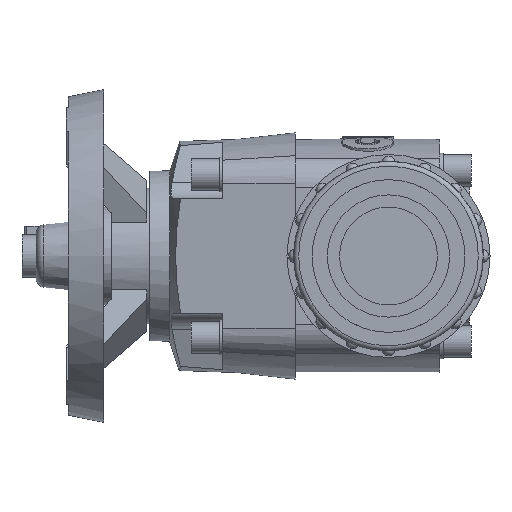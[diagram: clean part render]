
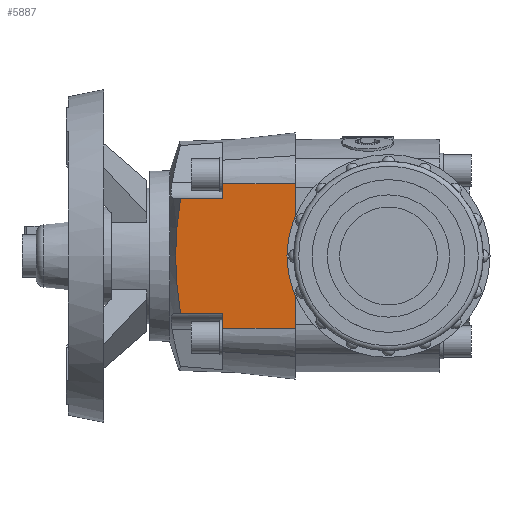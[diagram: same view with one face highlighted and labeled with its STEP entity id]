
A CAD part, left-side view. The second image highlights one B-rep face of the part: STEP entity #5887.
In plain terms, the highlighted planar face has unit normal (-0.998, 0.07, 0).
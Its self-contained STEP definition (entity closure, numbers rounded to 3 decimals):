
#93=(
BOUNDED_CURVE()
B_SPLINE_CURVE(2,(#9483,#9484,#9485),.UNSPECIFIED.,.F.,.F.)
B_SPLINE_CURVE_WITH_KNOTS((3,3),(-26.264,-19.807),
 .UNSPECIFIED.)
CURVE()
GEOMETRIC_REPRESENTATION_ITEM()
RATIONAL_B_SPLINE_CURVE((2.658,2.856,2.856))
REPRESENTATION_ITEM('')
);
#103=(
BOUNDED_CURVE()
B_SPLINE_CURVE(2,(#9596,#9597,#9598),.UNSPECIFIED.,.F.,.F.)
B_SPLINE_CURVE_WITH_KNOTS((3,3),(-19.807,-13.35),
 .UNSPECIFIED.)
CURVE()
GEOMETRIC_REPRESENTATION_ITEM()
RATIONAL_B_SPLINE_CURVE((2.856,2.856,2.658))
REPRESENTATION_ITEM('')
);
#259=PLANE('',#6609);
#571=LINE('',#11471,#922);
#585=LINE('',#11549,#936);
#590=LINE('',#11565,#941);
#591=LINE('',#11572,#942);
#596=LINE('',#11590,#947);
#598=LINE('',#11593,#949);
#606=LINE('',#11619,#957);
#922=VECTOR('',#8144,1.);
#936=VECTOR('',#8238,1.);
#941=VECTOR('',#8251,1.);
#942=VECTOR('',#8258,1.);
#947=VECTOR('',#8275,1.);
#949=VECTOR('',#8279,1.);
#957=VECTOR('',#8309,1.);
#1305=FACE_OUTER_BOUND('',#1676,.T.);
#1676=EDGE_LOOP('',(#5070,#5071,#5072,#5073,#5074,#5075,#5076,#5077,#5078));
#2287=VERTEX_POINT('',#9481);
#2288=VERTEX_POINT('',#9482);
#2303=VERTEX_POINT('',#9592);
#2688=VERTEX_POINT('',#11468);
#2689=VERTEX_POINT('',#11470);
#2710=VERTEX_POINT('',#11548);
#2714=VERTEX_POINT('',#11564);
#2716=VERTEX_POINT('',#11570);
#2717=VERTEX_POINT('',#11571);
#2873=EDGE_CURVE('',#2287,#2288,#93,.T.);
#2889=EDGE_CURVE('',#2288,#2303,#103,.T.);
#3487=EDGE_CURVE('',#2689,#2688,#571,.T.);
#3515=EDGE_CURVE('',#2710,#2287,#585,.T.);
#3522=EDGE_CURVE('',#2714,#2710,#590,.T.);
#3525=EDGE_CURVE('',#2716,#2717,#591,.T.);
#3534=EDGE_CURVE('',#2303,#2716,#596,.T.);
#3536=EDGE_CURVE('',#2689,#2717,#598,.T.);
#3548=EDGE_CURVE('',#2688,#2714,#606,.T.);
#5070=ORIENTED_EDGE('',*,*,#3515,.T.);
#5071=ORIENTED_EDGE('',*,*,#2873,.T.);
#5072=ORIENTED_EDGE('',*,*,#2889,.T.);
#5073=ORIENTED_EDGE('',*,*,#3534,.T.);
#5074=ORIENTED_EDGE('',*,*,#3525,.T.);
#5075=ORIENTED_EDGE('',*,*,#3536,.F.);
#5076=ORIENTED_EDGE('',*,*,#3487,.T.);
#5077=ORIENTED_EDGE('',*,*,#3548,.T.);
#5078=ORIENTED_EDGE('',*,*,#3522,.T.);
#5887=ADVANCED_FACE('',(#1305),#259,.T.);
#6609=AXIS2_PLACEMENT_3D('',#11620,#8310,#8311);
#8144=DIRECTION('',(0.,0.,1.));
#8238=DIRECTION('',(0.07,0.998,0.));
#8251=DIRECTION('',(0.,0.,-1.));
#8258=DIRECTION('',(0.,0.,-1.));
#8275=DIRECTION('',(-0.07,-0.998,0.));
#8279=DIRECTION('',(0.07,0.998,0.));
#8309=DIRECTION('',(0.07,0.998,0.));
#8310=DIRECTION('center_axis',(-0.998,0.07,0.));
#8311=DIRECTION('ref_axis',(0.,0.,1.));
#9481=CARTESIAN_POINT('',(-42.716,85.017,23.5));
#9482=CARTESIAN_POINT('',(-42.576,87.015,0.));
#9483=CARTESIAN_POINT('Ctrl Pts',(-42.716,85.017,23.5));
#9484=CARTESIAN_POINT('Ctrl Pts',(-42.576,87.015,10.939));
#9485=CARTESIAN_POINT('Ctrl Pts',(-42.576,87.015,0.));
#9592=CARTESIAN_POINT('',(-42.716,85.017,-23.5));
#9596=CARTESIAN_POINT('Ctrl Pts',(-42.576,87.015,0.));
#9597=CARTESIAN_POINT('Ctrl Pts',(-42.576,87.015,-10.939));
#9598=CARTESIAN_POINT('Ctrl Pts',(-42.716,85.017,-23.5));
#11468=CARTESIAN_POINT('',(-46.,38.05,29.441));
#11470=CARTESIAN_POINT('',(-46.,38.05,-29.441));
#11471=CARTESIAN_POINT('',(-46.,38.05,-29.441));
#11548=CARTESIAN_POINT('',(-43.92,67.799,23.5));
#11549=CARTESIAN_POINT('',(-42.878,82.69,23.5));
#11564=CARTESIAN_POINT('',(-43.92,67.799,29.441));
#11565=CARTESIAN_POINT('',(-43.92,67.799,33.958));
#11570=CARTESIAN_POINT('',(-43.92,67.799,-23.5));
#11571=CARTESIAN_POINT('',(-43.92,67.799,-29.441));
#11572=CARTESIAN_POINT('',(-43.92,67.799,-4.517));
#11590=CARTESIAN_POINT('',(-44.949,53.086,-23.5));
#11593=CARTESIAN_POINT('',(-46.,38.05,-29.441));
#11619=CARTESIAN_POINT('',(-46.,38.05,29.441));
#11620=CARTESIAN_POINT('Origin',(-46.,38.05,29.441));
